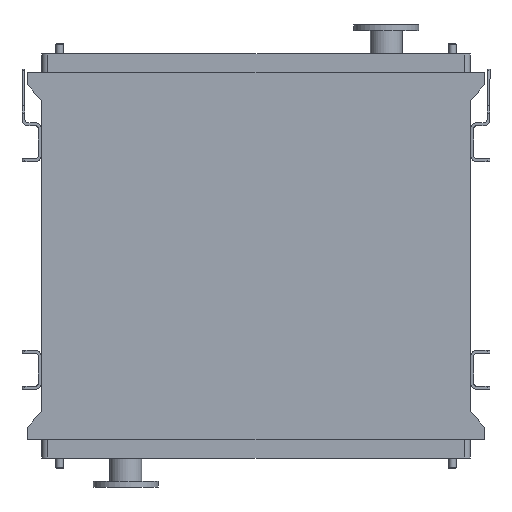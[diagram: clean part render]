
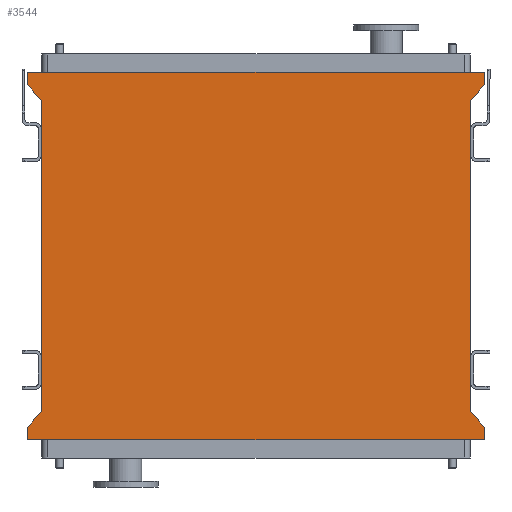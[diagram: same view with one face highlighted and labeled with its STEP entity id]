
A CAD part, front view. The second image highlights one B-rep face of the part: STEP entity #3544.
In plain terms, the highlighted planar face has unit normal (0, -1, 0).
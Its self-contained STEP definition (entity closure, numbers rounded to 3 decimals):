
#749 = LINE ( 'NONE', #2630, #13964 ) ;
#812 = EDGE_CURVE ( 'NONE', #10198, #10185, #6976, .T. ) ;
#864 = EDGE_CURVE ( 'NONE', #5603, #13227, #1014, .T. ) ;
#884 = EDGE_CURVE ( 'NONE', #2516, #3775, #13513, .T. ) ;
#1014 = LINE ( 'NONE', #9746, #14131 ) ;
#1182 = EDGE_CURVE ( 'NONE', #13227, #6930, #5471, .T. ) ;
#1212 = EDGE_CURVE ( 'NONE', #6930, #7312, #749, .T. ) ;
#1351 = EDGE_CURVE ( 'NONE', #7185, #2516, #13801, .T. ) ;
#1632 = EDGE_CURVE ( 'NONE', #7185, #9400, #16144, .T. ) ;
#1664 = EDGE_CURVE ( 'NONE', #6433, #10198, #3034, .T. ) ;
#1715 = EDGE_CURVE ( 'NONE', #10185, #8285, #14242, .T. ) ;
#1940 = CARTESIAN_POINT ( 'NONE',  ( -771., 0., 95. ) ) ;
#1982 = DIRECTION ( 'NONE',  ( 1., 0., 0. ) ) ;
#2035 = CARTESIAN_POINT ( 'NONE',  ( 725., 0., -1050. ) ) ;
#2073 = EDGE_CURVE ( 'NONE', #8285, #9400, #16110, .T. ) ;
#2136 = EDGE_CURVE ( 'NONE', #3775, #5603, #14843, .T. ) ;
#2161 = VECTOR ( 'NONE', #5584, 1000. ) ;
#2512 = EDGE_CURVE ( 'NONE', #7312, #6433, #8263, .T. ) ;
#2516 = VERTEX_POINT ( 'NONE', #10542 ) ;
#2630 = CARTESIAN_POINT ( 'NONE',  ( -725., 0., -1050. ) ) ;
#2665 = DIRECTION ( 'NONE',  ( 0., 0., 1. ) ) ;
#3034 = LINE ( 'NONE', #9510, #15200 ) ;
#3121 = DIRECTION ( 'NONE',  ( 0., 0., 1. ) ) ;
#3246 = DIRECTION ( 'NONE',  ( 0.655, 0., -0.755 ) ) ;
#3544 = ADVANCED_FACE ( 'NONE', ( #15411 ), #13428, .T. ) ;
#3684 = ORIENTED_EDGE ( 'NONE', *, *, #1632, .T. ) ;
#3739 = CARTESIAN_POINT ( 'NONE',  ( 725., 0., 0. ) ) ;
#3775 = VERTEX_POINT ( 'NONE', #7935 ) ;
#4528 = VECTOR ( 'NONE', #15308, 1000. ) ;
#4677 = CARTESIAN_POINT ( 'NONE',  ( -771., 0., -1145. ) ) ;
#4961 = CARTESIAN_POINT ( 'NONE',  ( -725., 0., -1050. ) ) ;
#5055 = CARTESIAN_POINT ( 'NONE',  ( 771., 0., 95. ) ) ;
#5471 = LINE ( 'NONE', #5582, #2161 ) ;
#5547 = CARTESIAN_POINT ( 'NONE',  ( -771., 0., 95. ) ) ;
#5582 = CARTESIAN_POINT ( 'NONE',  ( -771., 0., -1103. ) ) ;
#5584 = DIRECTION ( 'NONE',  ( 0.655, 0., 0.755 ) ) ;
#5603 = VERTEX_POINT ( 'NONE', #4677 ) ;
#6117 = DIRECTION ( 'NONE',  ( 0., 0., -1. ) ) ;
#6433 = VERTEX_POINT ( 'NONE', #11235 ) ;
#6442 = CARTESIAN_POINT ( 'NONE',  ( 771., 0., -1145. ) ) ;
#6637 = DIRECTION ( 'NONE',  ( -1., 0., 0. ) ) ;
#6706 = DIRECTION ( 'NONE',  ( -0.655, 0., 0.755 ) ) ;
#6855 = ORIENTED_EDGE ( 'NONE', *, *, #1182, .F. ) ;
#6930 = VERTEX_POINT ( 'NONE', #4961 ) ;
#6963 = AXIS2_PLACEMENT_3D ( 'NONE', #13520, #12123, #13242 ) ;
#6976 = LINE ( 'NONE', #1940, #15722 ) ;
#7077 = VECTOR ( 'NONE', #13489, 1000. ) ;
#7185 = VERTEX_POINT ( 'NONE', #13364 ) ;
#7282 = ORIENTED_EDGE ( 'NONE', *, *, #2073, .F. ) ;
#7312 = VERTEX_POINT ( 'NONE', #8029 ) ;
#7566 = VECTOR ( 'NONE', #6117, 1000. ) ;
#7935 = CARTESIAN_POINT ( 'NONE',  ( 771., 0., -1145. ) ) ;
#8029 = CARTESIAN_POINT ( 'NONE',  ( -725., 0., 0. ) ) ;
#8037 = ORIENTED_EDGE ( 'NONE', *, *, #1212, .F. ) ;
#8263 = LINE ( 'NONE', #14840, #11287 ) ;
#8272 = ORIENTED_EDGE ( 'NONE', *, *, #1715, .F. ) ;
#8285 = VERTEX_POINT ( 'NONE', #12927 ) ;
#8551 = CARTESIAN_POINT ( 'NONE',  ( 771., 0., -1103. ) ) ;
#9300 = VECTOR ( 'NONE', #6637, 1000. ) ;
#9400 = VERTEX_POINT ( 'NONE', #3739 ) ;
#9510 = CARTESIAN_POINT ( 'NONE',  ( -771., 0., 53. ) ) ;
#9726 = DIRECTION ( 'NONE',  ( 0., 0., 1. ) ) ;
#9746 = CARTESIAN_POINT ( 'NONE',  ( -771., 0., -1145. ) ) ;
#10185 = VERTEX_POINT ( 'NONE', #5055 ) ;
#10198 = VERTEX_POINT ( 'NONE', #5547 ) ;
#10407 = DIRECTION ( 'NONE',  ( 0., 0., 1. ) ) ;
#10542 = CARTESIAN_POINT ( 'NONE',  ( 771., 0., -1103. ) ) ;
#10595 = VECTOR ( 'NONE', #3121, 1000. ) ;
#10612 = VECTOR ( 'NONE', #3246, 1000. ) ;
#10613 = ORIENTED_EDGE ( 'NONE', *, *, #1664, .F. ) ;
#11235 = CARTESIAN_POINT ( 'NONE',  ( -771., 0., 53. ) ) ;
#11287 = VECTOR ( 'NONE', #6706, 1000. ) ;
#11846 = ORIENTED_EDGE ( 'NONE', *, *, #884, .F. ) ;
#12123 = DIRECTION ( 'NONE',  ( 0., -1., 0. ) ) ;
#12185 = ORIENTED_EDGE ( 'NONE', *, *, #2512, .F. ) ;
#12230 = CARTESIAN_POINT ( 'NONE',  ( 725., 0., -1050. ) ) ;
#12620 = CARTESIAN_POINT ( 'NONE',  ( 771., 0., 53. ) ) ;
#12623 = ORIENTED_EDGE ( 'NONE', *, *, #864, .F. ) ;
#12927 = CARTESIAN_POINT ( 'NONE',  ( 771., 0., 53. ) ) ;
#13227 = VERTEX_POINT ( 'NONE', #13491 ) ;
#13242 = DIRECTION ( 'NONE',  ( 0., 0., -1. ) ) ;
#13247 = ORIENTED_EDGE ( 'NONE', *, *, #2136, .F. ) ;
#13364 = CARTESIAN_POINT ( 'NONE',  ( 725., 0., -1050. ) ) ;
#13428 = PLANE ( 'NONE',  #6963 ) ;
#13489 = DIRECTION ( 'NONE',  ( -0.655, 0., -0.755 ) ) ;
#13491 = CARTESIAN_POINT ( 'NONE',  ( -771., 0., -1103. ) ) ;
#13513 = LINE ( 'NONE', #8551, #7566 ) ;
#13520 = CARTESIAN_POINT ( 'NONE',  ( -725., 0., -1050. ) ) ;
#13801 = LINE ( 'NONE', #2035, #10612 ) ;
#13964 = VECTOR ( 'NONE', #2665, 1000. ) ;
#14131 = VECTOR ( 'NONE', #9726, 1000. ) ;
#14242 = LINE ( 'NONE', #15499, #4528 ) ;
#14809 = ORIENTED_EDGE ( 'NONE', *, *, #1351, .F. ) ;
#14840 = CARTESIAN_POINT ( 'NONE',  ( -725., 0., 0. ) ) ;
#14843 = LINE ( 'NONE', #6442, #9300 ) ;
#15200 = VECTOR ( 'NONE', #10407, 1000. ) ;
#15308 = DIRECTION ( 'NONE',  ( 0., 0., -1. ) ) ;
#15411 = FACE_OUTER_BOUND ( 'NONE', #15655, .T. ) ;
#15499 = CARTESIAN_POINT ( 'NONE',  ( 771., 0., 95. ) ) ;
#15655 = EDGE_LOOP ( 'NONE', ( #3684, #7282, #8272, #15912, #10613, #12185, #8037, #6855, #12623, #13247, #11846, #14809 ) ) ;
#15722 = VECTOR ( 'NONE', #1982, 1000. ) ;
#15912 = ORIENTED_EDGE ( 'NONE', *, *, #812, .F. ) ;
#16110 = LINE ( 'NONE', #12620, #7077 ) ;
#16144 = LINE ( 'NONE', #12230, #10595 ) ;
